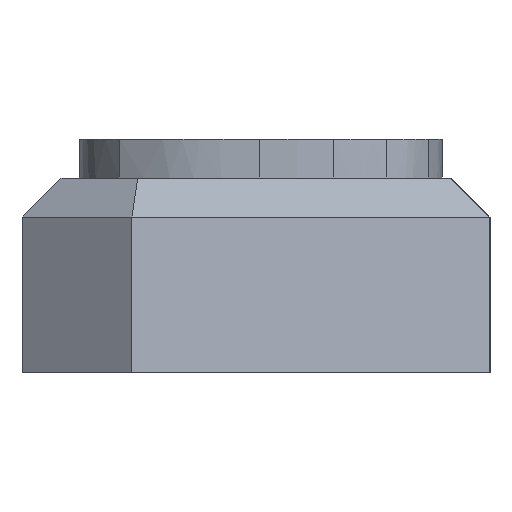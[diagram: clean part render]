
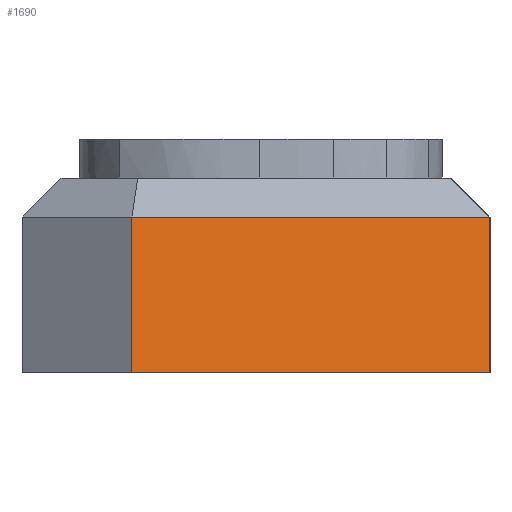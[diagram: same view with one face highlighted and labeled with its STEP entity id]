
A CAD part, left-side view. The second image highlights one B-rep face of the part: STEP entity #1690.
In plain terms, the highlighted planar face has unit normal (-0.94, -0.342, 0).
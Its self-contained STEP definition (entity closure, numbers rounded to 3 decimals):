
#262=FACE_OUTER_BOUND('',#365,.T.);
#365=EDGE_LOOP('',(#1187,#1188,#1189,#1190));
#466=LINE('',#2039,#583);
#484=LINE('',#2085,#601);
#487=LINE('',#2090,#604);
#488=LINE('',#2092,#605);
#583=VECTOR('',#1846,10.);
#601=VECTOR('',#1892,10.);
#604=VECTOR('',#1899,10.);
#605=VECTOR('',#1902,10.);
#696=VERTEX_POINT('',#2031);
#698=VERTEX_POINT('',#2037);
#711=VERTEX_POINT('',#2083);
#712=VERTEX_POINT('',#2084);
#872=EDGE_CURVE('',#698,#696,#466,.T.);
#894=EDGE_CURVE('',#711,#712,#484,.T.);
#897=EDGE_CURVE('',#711,#696,#487,.T.);
#898=EDGE_CURVE('',#712,#698,#488,.T.);
#1187=ORIENTED_EDGE('',*,*,#872,.F.);
#1188=ORIENTED_EDGE('',*,*,#898,.F.);
#1189=ORIENTED_EDGE('',*,*,#894,.F.);
#1190=ORIENTED_EDGE('',*,*,#897,.T.);
#1659=PLANE('',#1813);
#1690=ADVANCED_FACE('',(#262),#1659,.T.);
#1813=AXIS2_PLACEMENT_3D('',#2091,#1900,#1901);
#1846=DIRECTION('',(0.342,-0.94,0.));
#1892=DIRECTION('',(-0.342,0.94,0.));
#1899=DIRECTION('',(0.,0.,1.));
#1900=DIRECTION('center_axis',(-0.94,-0.342,0.));
#1901=DIRECTION('ref_axis',(0.342,-0.94,0.));
#1902=DIRECTION('',(0.,0.,1.));
#2031=CARTESIAN_POINT('',(19.518,-5.423,1.));
#2037=CARTESIAN_POINT('',(16.176,3.758,1.));
#2039=CARTESIAN_POINT('',(17.932,-1.066,1.));
#2083=CARTESIAN_POINT('',(19.518,-5.423,-3.));
#2084=CARTESIAN_POINT('',(16.176,3.758,-3.));
#2085=CARTESIAN_POINT('',(19.603,-5.656,-3.));
#2090=CARTESIAN_POINT('',(19.518,-5.423,0.));
#2091=CARTESIAN_POINT('Origin',(16.176,3.758,0.));
#2092=CARTESIAN_POINT('',(16.176,3.758,0.));
